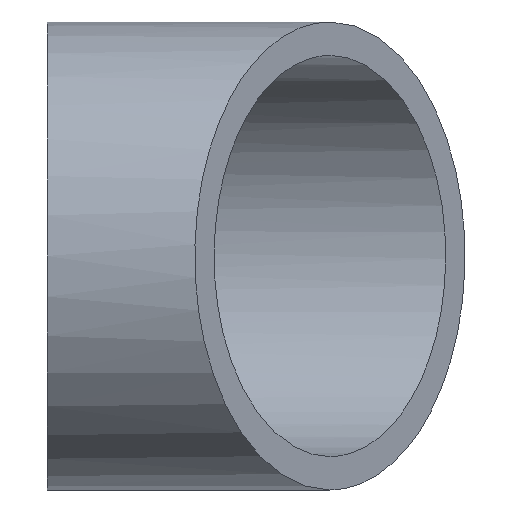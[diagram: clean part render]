
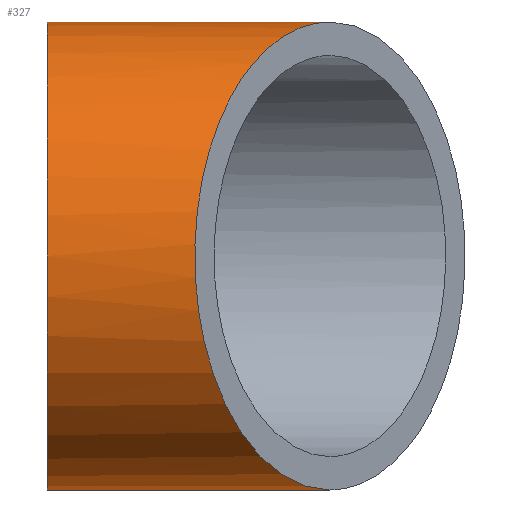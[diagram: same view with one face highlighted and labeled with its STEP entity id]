
A CAD part, left-side view. The second image highlights one B-rep face of the part: STEP entity #327.
In plain terms, the highlighted cylindrical face has radius 28 mm (diameter 56 mm), a partial arc.
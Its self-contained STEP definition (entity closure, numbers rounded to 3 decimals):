
#45 = CARTESIAN_POINT ( 'NONE',  ( 0., 50., -28. ) ) ;
#162 = CARTESIAN_POINT ( 'NONE',  ( 0., 50., 28. ) ) ;
#209 = AXIS2_PLACEMENT_3D ( 'NONE', #509, #909, #413 ) ;
#244 = EDGE_CURVE ( 'NONE', #324, #658, #823, .T. ) ;
#263 = ORIENTED_EDGE ( 'NONE', *, *, #962, .T. ) ;
#294 = CARTESIAN_POINT ( 'NONE',  ( 0., 16.166, 28. ) ) ;
#324 = VERTEX_POINT ( 'NONE', #45 ) ;
#327 = ADVANCED_FACE ( 'NONE', ( #529 ), #534, .T. ) ;
#343 = DIRECTION ( 'NONE',  ( 0., -1., 0. ) ) ;
#413 = DIRECTION ( 'NONE',  ( 0., 0., 1. ) ) ;
#451 = CARTESIAN_POINT ( 'NONE',  ( 0., 16.166, -28. ) ) ;
#509 = CARTESIAN_POINT ( 'NONE',  ( 0., 50., 0. ) ) ;
#529 = FACE_OUTER_BOUND ( 'NONE', #641, .T. ) ;
#534 = CYLINDRICAL_SURFACE ( 'NONE', #1206, 28. ) ;
#538 = DIRECTION ( 'NONE',  ( 0., -1., 0. ) ) ;
#549 = CARTESIAN_POINT ( 'NONE',  ( 0., 50., -28. ) ) ;
#588 = CARTESIAN_POINT ( 'NONE',  ( 0., 50., 28. ) ) ;
#624 = ORIENTED_EDGE ( 'NONE', *, *, #1179, .F. ) ;
#641 = EDGE_LOOP ( 'NONE', ( #624, #1126, #263, #945 ) ) ;
#645 = EDGE_CURVE ( 'NONE', #1219, #664, #1095, .T. ) ;
#658 = VERTEX_POINT ( 'NONE', #162 ) ;
#664 = VERTEX_POINT ( 'NONE', #1071 ) ;
#823 = CIRCLE ( 'NONE', #209, 28. ) ;
#853 = CARTESIAN_POINT ( 'NONE',  ( -56., 48.497, -28. ) ) ;
#886 = VECTOR ( 'NONE', #343, 1000. ) ;
#909 = DIRECTION ( 'NONE',  ( 0., 1., 0. ) ) ;
#931 = LINE ( 'NONE', #549, #886 ) ;
#945 = ORIENTED_EDGE ( 'NONE', *, *, #645, .T. ) ;
#962 = EDGE_CURVE ( 'NONE', #324, #1219, #931, .T. ) ;
#1025 = DIRECTION ( 'NONE',  ( 0., 0., -1. ) ) ;
#1071 = CARTESIAN_POINT ( 'NONE',  ( 0., 16.166, 28. ) ) ;
#1080 = LINE ( 'NONE', #588, #1222 ) ;
#1095 =( BOUNDED_CURVE ( )  B_SPLINE_CURVE ( 3, ( #451, #853, #1233, #294 ),
 .UNSPECIFIED., .F., .T. ) 
 B_SPLINE_CURVE_WITH_KNOTS ( ( 4, 4 ),
 ( 1.571, 4.712 ),
 .UNSPECIFIED. ) 
 CURVE ( )  GEOMETRIC_REPRESENTATION_ITEM ( )  RATIONAL_B_SPLINE_CURVE ( ( 1., 0.333, 0.333, 1. ) ) 
 REPRESENTATION_ITEM ( '' )  );
#1126 = ORIENTED_EDGE ( 'NONE', *, *, #244, .F. ) ;
#1152 = CARTESIAN_POINT ( 'NONE',  ( 0., 16.166, -28. ) ) ;
#1179 = EDGE_CURVE ( 'NONE', #658, #664, #1080, .T. ) ;
#1206 = AXIS2_PLACEMENT_3D ( 'NONE', #1214, #538, #1025 ) ;
#1214 = CARTESIAN_POINT ( 'NONE',  ( 0., 50., 0. ) ) ;
#1219 = VERTEX_POINT ( 'NONE', #1152 ) ;
#1222 = VECTOR ( 'NONE', #1241, 1000. ) ;
#1233 = CARTESIAN_POINT ( 'NONE',  ( -56., 48.497, 28. ) ) ;
#1241 = DIRECTION ( 'NONE',  ( 0., -1., 0. ) ) ;
